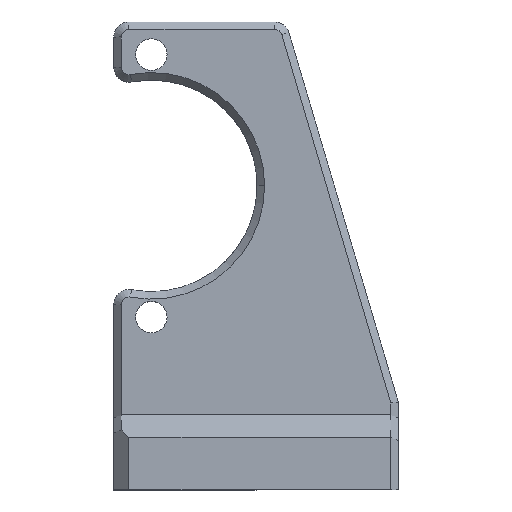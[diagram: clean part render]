
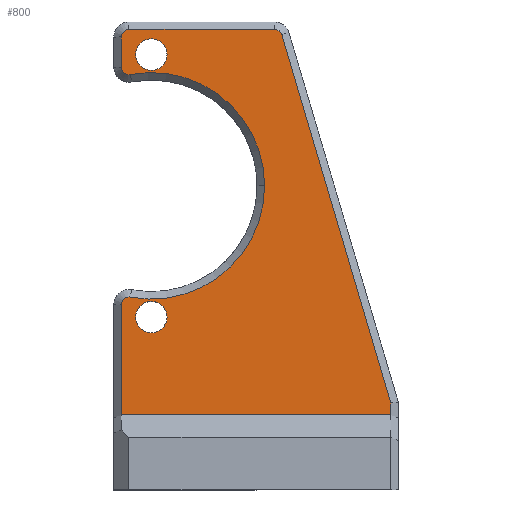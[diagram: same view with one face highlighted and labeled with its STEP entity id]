
A CAD part, top view. The second image highlights one B-rep face of the part: STEP entity #800.
In plain terms, the highlighted planar face has unit normal (0, 0, 1).
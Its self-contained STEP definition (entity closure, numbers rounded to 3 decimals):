
#43 = ORIENTED_EDGE ( 'NONE', *, *, #424, .F. ) ;
#64 = CARTESIAN_POINT ( 'NONE',  ( -11.089, 56.35, 7. ) ) ;
#79 = DIRECTION ( 'NONE',  ( 0., 0., 1. ) ) ;
#84 = CARTESIAN_POINT ( 'NONE',  ( 9.289, 60.654, 7. ) ) ;
#97 = LINE ( 'NONE', #1216, #780 ) ;
#107 = ORIENTED_EDGE ( 'NONE', *, *, #1174, .T. ) ;
#108 = DIRECTION ( 'NONE',  ( 1., 0., 0. ) ) ;
#115 = AXIS2_PLACEMENT_3D ( 'NONE', #724, #321, #623 ) ;
#129 = VERTEX_POINT ( 'NONE', #344 ) ;
#132 = LINE ( 'NONE', #925, #1290 ) ;
#144 = DIRECTION ( 'NONE',  ( 0., 1., 0. ) ) ;
#157 = DIRECTION ( 'NONE',  ( 0., 0., -1. ) ) ;
#168 = ORIENTED_EDGE ( 'NONE', *, *, #665, .F. ) ;
#169 = DIRECTION ( 'NONE',  ( 0., 0., 1. ) ) ;
#170 = ORIENTED_EDGE ( 'NONE', *, *, #838, .T. ) ;
#179 = AXIS2_PLACEMENT_3D ( 'NONE', #1317, #819, #608 ) ;
#197 = DIRECTION ( 'NONE',  ( 0., 0., 1. ) ) ;
#199 = LINE ( 'NONE', #1309, #333 ) ;
#212 = DIRECTION ( 'NONE',  ( 0., 0., 1. ) ) ;
#217 = CARTESIAN_POINT ( 'NONE',  ( -5.989, 58.032, 7. ) ) ;
#224 = EDGE_CURVE ( 'NONE', #1295, #1251, #1198, .T. ) ;
#270 = CIRCLE ( 'NONE', #841, 15.1 ) ;
#278 = LINE ( 'NONE', #574, #593 ) ;
#283 = DIRECTION ( 'NONE',  ( 0., -1., 0. ) ) ;
#295 = CIRCLE ( 'NONE', #843, 1. ) ;
#313 = EDGE_CURVE ( 'NONE', #379, #453, #676, .T. ) ;
#317 = EDGE_CURVE ( 'NONE', #475, #349, #1182, .T. ) ;
#321 = DIRECTION ( 'NONE',  ( 0., 0., 1. ) ) ;
#333 = VECTOR ( 'NONE', #516, 1000. ) ;
#336 = CARTESIAN_POINT ( 'NONE',  ( -8.089, 40.532, 7. ) ) ;
#341 = EDGE_CURVE ( 'NONE', #994, #684, #199, .T. ) ;
#344 = CARTESIAN_POINT ( 'NONE',  ( -11.089, 61.371, 7. ) ) ;
#349 = VERTEX_POINT ( 'NONE', #803 ) ;
#377 = CARTESIAN_POINT ( 'NONE',  ( -8.089, 40.532, 7. ) ) ;
#379 = VERTEX_POINT ( 'NONE', #84 ) ;
#386 = ORIENTED_EDGE ( 'NONE', *, *, #987, .T. ) ;
#401 = EDGE_CURVE ( 'NONE', #1297, #663, #1161, .T. ) ;
#402 = CARTESIAN_POINT ( 'NONE',  ( -11.089, 61.371, 7. ) ) ;
#415 = CARTESIAN_POINT ( 'NONE',  ( -12.089, 56.35, 7. ) ) ;
#419 = AXIS2_PLACEMENT_3D ( 'NONE', #1080, #958, #1276 ) ;
#424 = EDGE_CURVE ( 'NONE', #1251, #1295, #509, .T. ) ;
#433 = CARTESIAN_POINT ( 'NONE',  ( -5.989, 23.032, 7. ) ) ;
#453 = VERTEX_POINT ( 'NONE', #639 ) ;
#475 = VERTEX_POINT ( 'NONE', #217 ) ;
#478 = VERTEX_POINT ( 'NONE', #831 ) ;
#480 = ORIENTED_EDGE ( 'NONE', *, *, #224, .F. ) ;
#509 = CIRCLE ( 'NONE', #779, 2.1 ) ;
#510 = CIRCLE ( 'NONE', #636, 1. ) ;
#516 = DIRECTION ( 'NONE',  ( 0., -1., 0. ) ) ;
#519 = DIRECTION ( 'NONE',  ( 1., 0., 0. ) ) ;
#535 = DIRECTION ( 'NONE',  ( 1., 0., 0. ) ) ;
#564 = EDGE_CURVE ( 'NONE', #1262, #379, #132, .T. ) ;
#565 = CARTESIAN_POINT ( 'NONE',  ( -11.089, 60.371, 7. ) ) ;
#574 = CARTESIAN_POINT ( 'NONE',  ( 23.813, 11.737, 7. ) ) ;
#592 = ORIENTED_EDGE ( 'NONE', *, *, #936, .T. ) ;
#593 = VECTOR ( 'NONE', #144, 1000. ) ;
#594 = PLANE ( 'NONE',  #739 ) ;
#598 = ORIENTED_EDGE ( 'NONE', *, *, #650, .T. ) ;
#608 = DIRECTION ( 'NONE',  ( 1., 0., 0. ) ) ;
#618 = DIRECTION ( 'NONE',  ( 1., 0., 0. ) ) ;
#623 = DIRECTION ( 'NONE',  ( 1., 0., 0. ) ) ;
#636 = AXIS2_PLACEMENT_3D ( 'NONE', #565, #169, #1060 ) ;
#639 = CARTESIAN_POINT ( 'NONE',  ( 8.331, 61.371, 7. ) ) ;
#645 = ORIENTED_EDGE ( 'NONE', *, *, #341, .T. ) ;
#650 = EDGE_CURVE ( 'NONE', #784, #1262, #278, .T. ) ;
#663 = VERTEX_POINT ( 'NONE', #666 ) ;
#665 = EDGE_CURVE ( 'NONE', #349, #475, #700, .T. ) ;
#666 = CARTESIAN_POINT ( 'NONE',  ( -10.902, 25.696, 7. ) ) ;
#674 = ORIENTED_EDGE ( 'NONE', *, *, #317, .F. ) ;
#676 = CIRCLE ( 'NONE', #179, 1. ) ;
#679 = VECTOR ( 'NONE', #805, 1000. ) ;
#681 = EDGE_CURVE ( 'NONE', #1172, #1297, #270, .T. ) ;
#684 = VERTEX_POINT ( 'NONE', #971 ) ;
#685 = EDGE_LOOP ( 'NONE', ( #480, #43 ) ) ;
#696 = ORIENTED_EDGE ( 'NONE', *, *, #1143, .T. ) ;
#700 = CIRCLE ( 'NONE', #419, 2.1 ) ;
#710 = CARTESIAN_POINT ( 'NONE',  ( -8.089, 23.032, 7. ) ) ;
#716 = FACE_OUTER_BOUND ( 'NONE', #979, .T. ) ;
#724 = CARTESIAN_POINT ( 'NONE',  ( -11.089, 24.714, 7. ) ) ;
#729 = CARTESIAN_POINT ( 'NONE',  ( -12.089, 24.714, 7. ) ) ;
#737 = DIRECTION ( 'NONE',  ( -0.284, 0.959, 0. ) ) ;
#739 = AXIS2_PLACEMENT_3D ( 'NONE', #1015, #197, #1119 ) ;
#740 = CARTESIAN_POINT ( 'NONE',  ( -10.189, 23.032, 7. ) ) ;
#748 = EDGE_CURVE ( 'NONE', #129, #478, #510, .T. ) ;
#779 = AXIS2_PLACEMENT_3D ( 'NONE', #1244, #846, #108 ) ;
#780 = VECTOR ( 'NONE', #283, 1000. ) ;
#784 = VERTEX_POINT ( 'NONE', #1168 ) ;
#790 = ORIENTED_EDGE ( 'NONE', *, *, #564, .T. ) ;
#800 = ADVANCED_FACE ( 'NONE', ( #716, #1207, #1112 ), #594, .T. ) ;
#803 = CARTESIAN_POINT ( 'NONE',  ( -10.189, 58.032, 7. ) ) ;
#805 = DIRECTION ( 'NONE',  ( -1., 0., 0. ) ) ;
#819 = DIRECTION ( 'NONE',  ( 0., 0., 1. ) ) ;
#831 = CARTESIAN_POINT ( 'NONE',  ( -12.089, 60.371, 7. ) ) ;
#838 = EDGE_CURVE ( 'NONE', #478, #985, #97, .T. ) ;
#841 = AXIS2_PLACEMENT_3D ( 'NONE', #377, #157, #965 ) ;
#843 = AXIS2_PLACEMENT_3D ( 'NONE', #64, #882, #1090 ) ;
#846 = DIRECTION ( 'NONE',  ( 0., 0., 1. ) ) ;
#867 = ORIENTED_EDGE ( 'NONE', *, *, #313, .T. ) ;
#882 = DIRECTION ( 'NONE',  ( 0., 0., 1. ) ) ;
#925 = CARTESIAN_POINT ( 'NONE',  ( 9.289, 60.654, 7. ) ) ;
#936 = EDGE_CURVE ( 'NONE', #684, #784, #1094, .T. ) ;
#942 = ORIENTED_EDGE ( 'NONE', *, *, #681, .T. ) ;
#958 = DIRECTION ( 'NONE',  ( 0., 0., 1. ) ) ;
#963 = AXIS2_PLACEMENT_3D ( 'NONE', #710, #79, #519 ) ;
#965 = DIRECTION ( 'NONE',  ( 1., 0., 0. ) ) ;
#971 = CARTESIAN_POINT ( 'NONE',  ( -12.089, 10., 7. ) ) ;
#979 = EDGE_LOOP ( 'NONE', ( #592, #598, #790, #867, #696, #1283, #170, #107, #942, #1268, #386, #645 ) ) ;
#980 = CARTESIAN_POINT ( 'NONE',  ( -10.902, 55.367, 7. ) ) ;
#985 = VERTEX_POINT ( 'NONE', #415 ) ;
#987 = EDGE_CURVE ( 'NONE', #663, #994, #1032, .T. ) ;
#994 = VERTEX_POINT ( 'NONE', #729 ) ;
#1009 = AXIS2_PLACEMENT_3D ( 'NONE', #1121, #212, #618 ) ;
#1015 = CARTESIAN_POINT ( 'NONE',  ( 0., 0., 7. ) ) ;
#1032 = CIRCLE ( 'NONE', #115, 1. ) ;
#1060 = DIRECTION ( 'NONE',  ( 1., 0., 0. ) ) ;
#1080 = CARTESIAN_POINT ( 'NONE',  ( -8.089, 58.032, 7. ) ) ;
#1090 = DIRECTION ( 'NONE',  ( 1., 0., 0. ) ) ;
#1094 = LINE ( 'NONE', #1225, #1223 ) ;
#1099 = AXIS2_PLACEMENT_3D ( 'NONE', #336, #1224, #1137 ) ;
#1112 = FACE_BOUND ( 'NONE', #1166, .T. ) ;
#1119 = DIRECTION ( 'NONE',  ( 1., 0., 0. ) ) ;
#1121 = CARTESIAN_POINT ( 'NONE',  ( -8.089, 58.032, 7. ) ) ;
#1137 = DIRECTION ( 'NONE',  ( 1., 0., 0. ) ) ;
#1141 = CARTESIAN_POINT ( 'NONE',  ( 7.011, 40.532, 7. ) ) ;
#1143 = EDGE_CURVE ( 'NONE', #453, #129, #1312, .T. ) ;
#1161 = CIRCLE ( 'NONE', #1099, 15.1 ) ;
#1166 = EDGE_LOOP ( 'NONE', ( #168, #674 ) ) ;
#1168 = CARTESIAN_POINT ( 'NONE',  ( 23.813, 10., 7. ) ) ;
#1172 = VERTEX_POINT ( 'NONE', #980 ) ;
#1174 = EDGE_CURVE ( 'NONE', #985, #1172, #295, .T. ) ;
#1182 = CIRCLE ( 'NONE', #1009, 2.1 ) ;
#1198 = CIRCLE ( 'NONE', #963, 2.1 ) ;
#1207 = FACE_BOUND ( 'NONE', #685, .T. ) ;
#1216 = CARTESIAN_POINT ( 'NONE',  ( -12.089, 56.35, 7. ) ) ;
#1219 = CARTESIAN_POINT ( 'NONE',  ( 23.813, 11.592, 7. ) ) ;
#1223 = VECTOR ( 'NONE', #535, 1000. ) ;
#1224 = DIRECTION ( 'NONE',  ( 0., 0., -1. ) ) ;
#1225 = CARTESIAN_POINT ( 'NONE',  ( -15.095, 10., 7. ) ) ;
#1244 = CARTESIAN_POINT ( 'NONE',  ( -8.089, 23.032, 7. ) ) ;
#1251 = VERTEX_POINT ( 'NONE', #433 ) ;
#1262 = VERTEX_POINT ( 'NONE', #1219 ) ;
#1268 = ORIENTED_EDGE ( 'NONE', *, *, #401, .T. ) ;
#1276 = DIRECTION ( 'NONE',  ( 1., 0., 0. ) ) ;
#1283 = ORIENTED_EDGE ( 'NONE', *, *, #748, .T. ) ;
#1290 = VECTOR ( 'NONE', #737, 1000. ) ;
#1295 = VERTEX_POINT ( 'NONE', #740 ) ;
#1297 = VERTEX_POINT ( 'NONE', #1141 ) ;
#1309 = CARTESIAN_POINT ( 'NONE',  ( -12.089, 10., 7. ) ) ;
#1312 = LINE ( 'NONE', #402, #679 ) ;
#1317 = CARTESIAN_POINT ( 'NONE',  ( 8.331, 60.371, 7. ) ) ;
